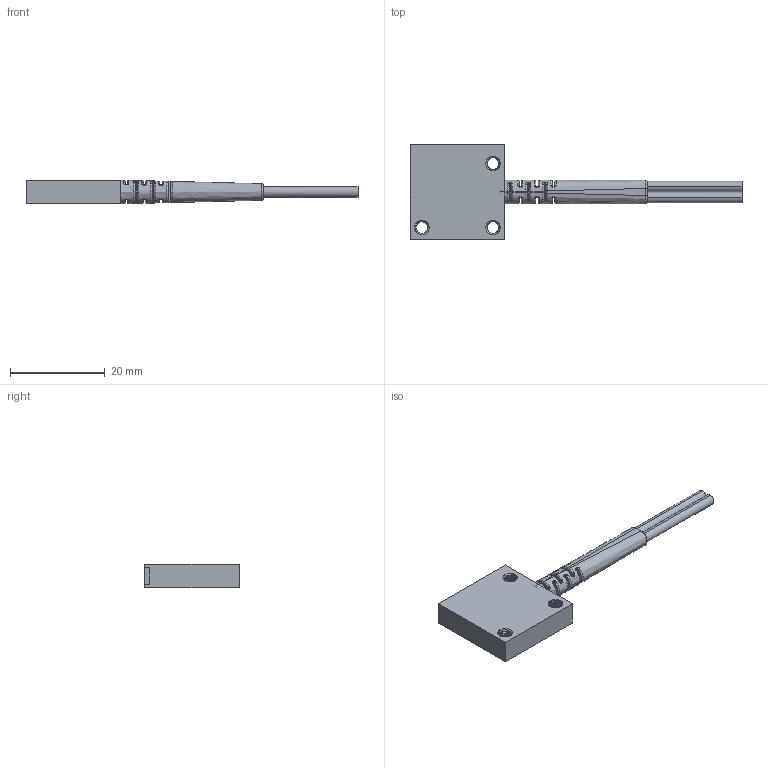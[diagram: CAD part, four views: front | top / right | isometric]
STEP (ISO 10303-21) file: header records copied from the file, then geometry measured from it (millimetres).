
FILE_DESCRIPTION((''),'2;1');
FILE_NAME('PR20C','2022-03-01T10:43:37',('Administrator'),(''),'CREO PARAMETRIC BY PTC INC, 2021023','CREO PARAMETRIC BY PTC INC, 2021023','');
FILE_SCHEMA(('CONFIG_CONTROL_DESIGN'));
Length unit declared in the file: millimetre
Products named in the file (1): PR20C
Bounding box: 70 x 20 x 5 mm (x, y, z)
Volume: 2580.8 mm3; surface area: 2359.3 mm2
Topology: 3 solids, 3 shells, 372 faces, 942 edges, 580 vertices
Faces by surface type: bspline 152, cylinder 150, plane 58, cone 12
Entity records: 22792 total; most frequent: CARTESIAN_POINT 14794, ORIENTED_EDGE 1880, DIRECTION 1301, EDGE_CURVE 940, VERTEX_POINT 580, AXIS2_PLACEMENT_3D 510, EDGE_LOOP 448, FACE_OUTER_BOUND 372
